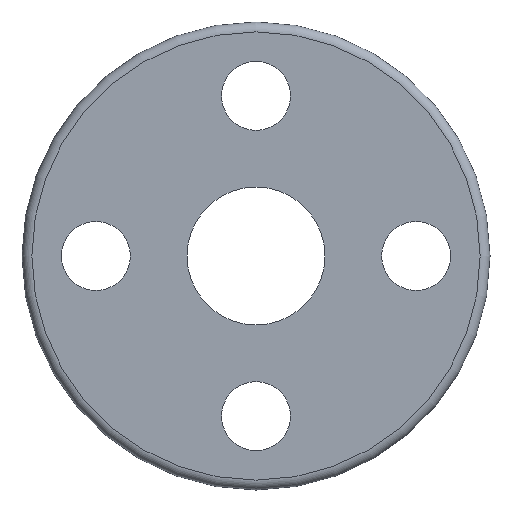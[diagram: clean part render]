
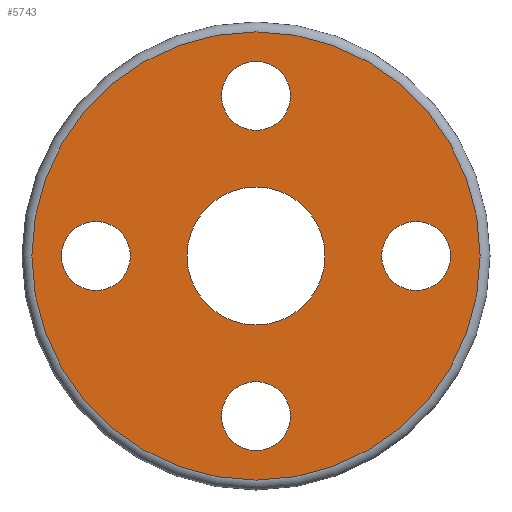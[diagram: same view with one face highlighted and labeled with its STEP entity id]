
A CAD part, front view. The second image highlights one B-rep face of the part: STEP entity #5743.
In plain terms, the highlighted planar face has unit normal (0, -1, 0).
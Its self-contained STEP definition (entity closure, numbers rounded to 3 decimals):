
#38=FACE_BOUND('',#1514,.T.);
#39=FACE_BOUND('',#1515,.T.);
#40=FACE_BOUND('',#1516,.T.);
#41=FACE_BOUND('',#1517,.T.);
#42=FACE_BOUND('',#1518,.T.);
#82=PLANE('',#6802);
#1082=FACE_OUTER_BOUND('',#1513,.T.);
#1513=EDGE_LOOP('',(#5162));
#1514=EDGE_LOOP('',(#5163));
#1515=EDGE_LOOP('',(#5164));
#1516=EDGE_LOOP('',(#5165));
#1517=EDGE_LOOP('',(#5166));
#1518=EDGE_LOOP('',(#5167));
#2177=CIRCLE('',#6800,45.5);
#2179=CIRCLE('',#6803,14.);
#2180=CIRCLE('',#6804,7.);
#2181=CIRCLE('',#6805,7.);
#2182=CIRCLE('',#6806,7.);
#2183=CIRCLE('',#6807,7.);
#2638=VERTEX_POINT('',#10827);
#2640=VERTEX_POINT('',#10832);
#2641=VERTEX_POINT('',#10834);
#2642=VERTEX_POINT('',#10836);
#2643=VERTEX_POINT('',#10838);
#2644=VERTEX_POINT('',#10840);
#3483=EDGE_CURVE('',#2638,#2638,#2177,.T.);
#3485=EDGE_CURVE('',#2640,#2640,#2179,.T.);
#3486=EDGE_CURVE('',#2641,#2641,#2180,.T.);
#3487=EDGE_CURVE('',#2642,#2642,#2181,.T.);
#3488=EDGE_CURVE('',#2643,#2643,#2182,.T.);
#3489=EDGE_CURVE('',#2644,#2644,#2183,.T.);
#5162=ORIENTED_EDGE('',*,*,#3483,.F.);
#5163=ORIENTED_EDGE('',*,*,#3485,.T.);
#5164=ORIENTED_EDGE('',*,*,#3486,.T.);
#5165=ORIENTED_EDGE('',*,*,#3487,.T.);
#5166=ORIENTED_EDGE('',*,*,#3488,.T.);
#5167=ORIENTED_EDGE('',*,*,#3489,.T.);
#5743=ADVANCED_FACE('',(#1082,#38,#39,#40,#41,#42),#82,.T.);
#6800=AXIS2_PLACEMENT_3D('',#10828,#9104,#9105);
#6802=AXIS2_PLACEMENT_3D('',#10831,#9108,#9109);
#6803=AXIS2_PLACEMENT_3D('',#10833,#9110,#9111);
#6804=AXIS2_PLACEMENT_3D('',#10835,#9112,#9113);
#6805=AXIS2_PLACEMENT_3D('',#10837,#9114,#9115);
#6806=AXIS2_PLACEMENT_3D('',#10839,#9116,#9117);
#6807=AXIS2_PLACEMENT_3D('',#10841,#9118,#9119);
#9104=DIRECTION('center_axis',(0.,1.,0.));
#9105=DIRECTION('ref_axis',(1.,0.,0.));
#9108=DIRECTION('center_axis',(0.,-1.,0.));
#9109=DIRECTION('ref_axis',(0.,0.,-1.));
#9110=DIRECTION('center_axis',(0.,1.,0.));
#9111=DIRECTION('ref_axis',(1.,0.,0.));
#9112=DIRECTION('center_axis',(0.,1.,0.));
#9113=DIRECTION('ref_axis',(1.,0.,0.));
#9114=DIRECTION('center_axis',(0.,1.,0.));
#9115=DIRECTION('ref_axis',(0.,0.,-1.));
#9116=DIRECTION('center_axis',(0.,1.,0.));
#9117=DIRECTION('ref_axis',(-1.,0.,0.));
#9118=DIRECTION('center_axis',(0.,1.,0.));
#9119=DIRECTION('ref_axis',(0.,0.,1.));
#10827=CARTESIAN_POINT('',(-45.5,0.,0.));
#10828=CARTESIAN_POINT('Origin',(0.,0.,0.));
#10831=CARTESIAN_POINT('Origin',(-47.5,0.,0.));
#10832=CARTESIAN_POINT('',(-14.,0.,0.));
#10833=CARTESIAN_POINT('Origin',(0.,0.,0.));
#10834=CARTESIAN_POINT('',(-7.,0.,-32.5));
#10835=CARTESIAN_POINT('Origin',(0.,0.,-32.5));
#10836=CARTESIAN_POINT('',(-32.5,0.,7.));
#10837=CARTESIAN_POINT('Origin',(-32.5,0.,0.));
#10838=CARTESIAN_POINT('',(7.,0.,32.5));
#10839=CARTESIAN_POINT('Origin',(0.,0.,32.5));
#10840=CARTESIAN_POINT('',(32.5,0.,-7.));
#10841=CARTESIAN_POINT('Origin',(32.5,0.,0.));
